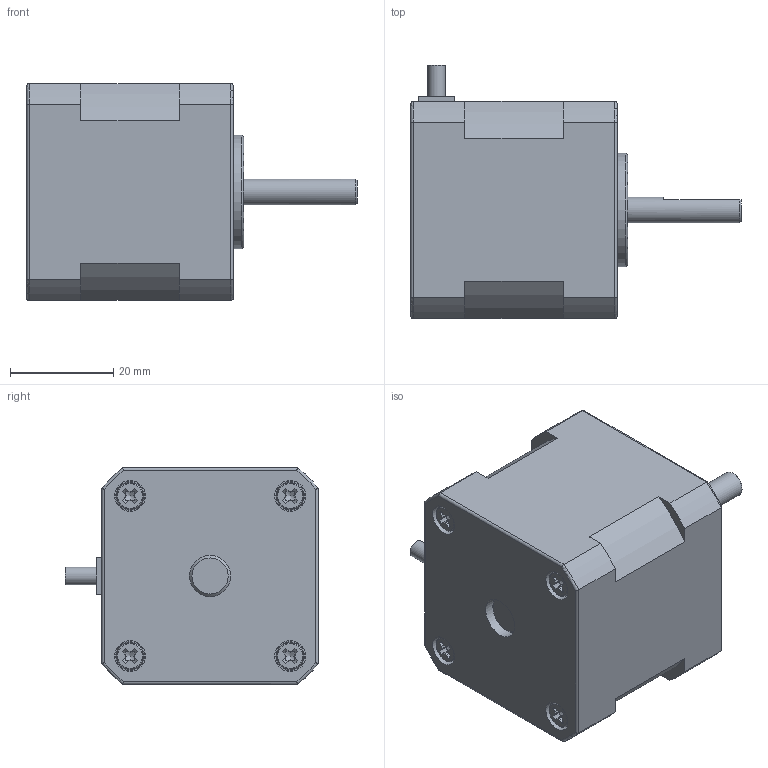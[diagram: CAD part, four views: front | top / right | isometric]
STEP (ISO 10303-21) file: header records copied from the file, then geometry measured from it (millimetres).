
FILE_DESCRIPTION(/* description */ (''),/* implementation_level */ '2;1');
FILE_NAME(/* name */ 'NEMA17.stp',/* time_stamp */ '2022-07-20T21:19:05+09:00',/* author */ (''),/* organization */ (''),/* preprocessor_version */ 'ST-DEVELOPER v16.7',/* originating_system */ '',/* authorisation */ '');
FILE_SCHEMA (('AUTOMOTIVE_DESIGN { 1 0 10303 214 3 1 1 1 }'));
Length unit declared in the file: millimetre
Products named in the file (1): NEMA17
Bounding box: 64 x 49 x 42 mm (x, y, z)
Volume: 69187.5 mm3; surface area: 10919.3 mm2
Topology: 1 solids, 1 shells, 184 faces, 474 edges, 312 vertices
Faces by surface type: plane 109, cylinder 36, cone 26, torus 13
Full cylindrical faces by diameter (mm): 2.46 x4, 3.4 x1, 5 x1, 5.5 x1, 6 x4, 8 x1, 22 x1, 28 x1
Entity records: 5529 total; most frequent: CARTESIAN_POINT 1418, ORIENTED_EDGE 860, DIRECTION 800, EDGE_CURVE 430, VERTEX_POINT 299, AXIS2_PLACEMENT_3D 298, EDGE_LOOP 231, LINE 204
